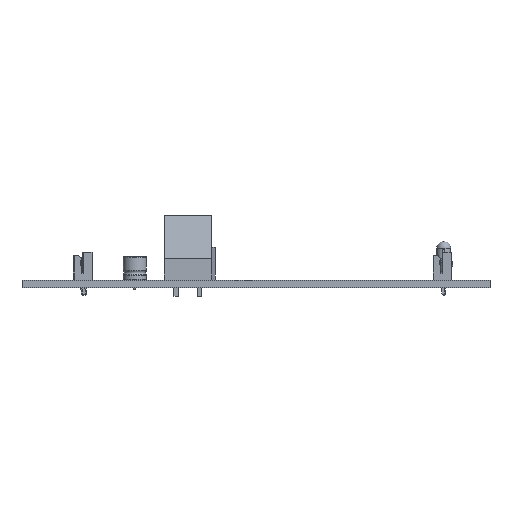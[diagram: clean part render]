
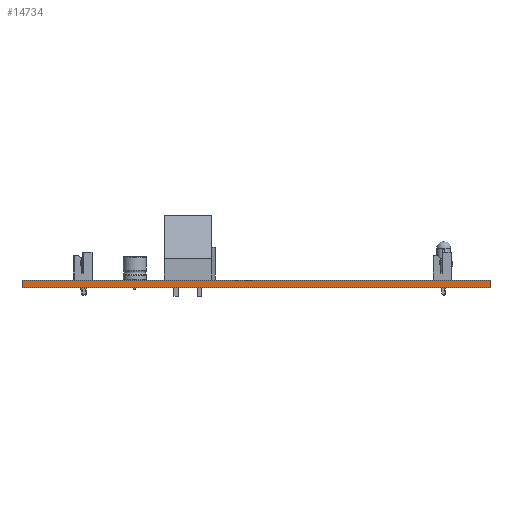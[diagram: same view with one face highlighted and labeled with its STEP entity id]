
A CAD part, front view. The second image highlights one B-rep face of the part: STEP entity #14734.
In plain terms, the highlighted planar face has unit normal (0, -1, 0).
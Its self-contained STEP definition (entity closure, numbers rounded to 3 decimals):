
#14734 = ADVANCED_FACE('',(#14735),#14769,.T.);
#14735 = FACE_BOUND('',#14736,.T.);
#14736 = EDGE_LOOP('',(#14737,#14747,#14755,#14763));
#14737 = ORIENTED_EDGE('',*,*,#14738,.T.);
#14738 = EDGE_CURVE('',#14739,#14741,#14743,.T.);
#14739 = VERTEX_POINT('',#14740);
#14740 = CARTESIAN_POINT('',(200.,-150.,0.));
#14741 = VERTEX_POINT('',#14742);
#14742 = CARTESIAN_POINT('',(200.,-150.,1.6));
#14743 = LINE('',#14744,#14745);
#14744 = CARTESIAN_POINT('',(200.,-150.,0.));
#14745 = VECTOR('',#14746,1.);
#14746 = DIRECTION('',(0.,0.,1.));
#14747 = ORIENTED_EDGE('',*,*,#14748,.T.);
#14748 = EDGE_CURVE('',#14741,#14749,#14751,.T.);
#14749 = VERTEX_POINT('',#14750);
#14750 = CARTESIAN_POINT('',(100.,-150.,1.6));
#14751 = LINE('',#14752,#14753);
#14752 = CARTESIAN_POINT('',(200.,-150.,1.6));
#14753 = VECTOR('',#14754,1.);
#14754 = DIRECTION('',(-1.,0.,0.));
#14755 = ORIENTED_EDGE('',*,*,#14756,.F.);
#14756 = EDGE_CURVE('',#14757,#14749,#14759,.T.);
#14757 = VERTEX_POINT('',#14758);
#14758 = CARTESIAN_POINT('',(100.,-150.,0.));
#14759 = LINE('',#14760,#14761);
#14760 = CARTESIAN_POINT('',(100.,-150.,0.));
#14761 = VECTOR('',#14762,1.);
#14762 = DIRECTION('',(0.,0.,1.));
#14763 = ORIENTED_EDGE('',*,*,#14764,.F.);
#14764 = EDGE_CURVE('',#14739,#14757,#14765,.T.);
#14765 = LINE('',#14766,#14767);
#14766 = CARTESIAN_POINT('',(200.,-150.,0.));
#14767 = VECTOR('',#14768,1.);
#14768 = DIRECTION('',(-1.,0.,0.));
#14769 = PLANE('',#14770);
#14770 = AXIS2_PLACEMENT_3D('',#14771,#14772,#14773);
#14771 = CARTESIAN_POINT('',(200.,-150.,0.));
#14772 = DIRECTION('',(0.,-1.,0.));
#14773 = DIRECTION('',(-1.,0.,0.));
